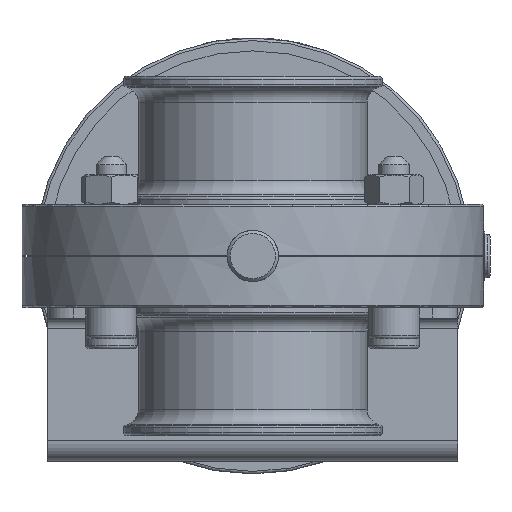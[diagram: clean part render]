
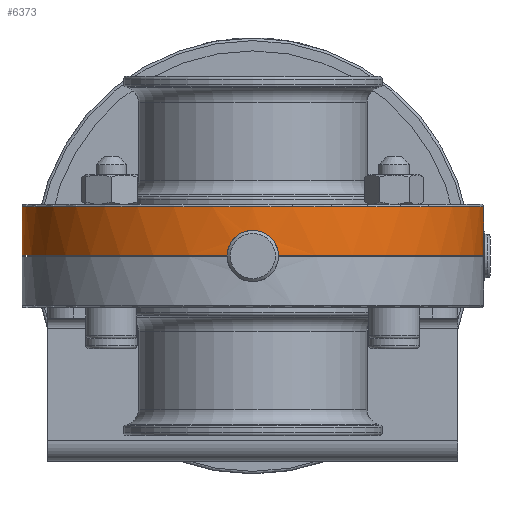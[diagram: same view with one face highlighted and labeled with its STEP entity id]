
A CAD part, front view. The second image highlights one B-rep face of the part: STEP entity #6373.
In plain terms, the highlighted cylindrical face has radius 45 mm (diameter 90 mm), a partial arc.
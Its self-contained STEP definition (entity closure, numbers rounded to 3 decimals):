
#255=B_SPLINE_CURVE_WITH_KNOTS('',3,(#9919,#9920,#9921,#9922,#9923,#9924,
#9925,#9926,#9927,#9928,#9929,#9930,#9931,#9932,#9933,#9934,#9935,#9936),
 .UNSPECIFIED.,.F.,.F.,(4,2,2,2,2,2,2,2,4),(0.01,0.189,
0.377,0.566,0.754,0.943,
1.131,1.32,1.498),.UNSPECIFIED.);
#347=LINE('',#9820,#732);
#370=LINE('',#10020,#755);
#732=VECTOR('',#7842,10.);
#755=VECTOR('',#7991,10.);
#1123=CYLINDRICAL_SURFACE('',#7077,45.);
#1502=FACE_OUTER_BOUND('',#1906,.T.);
#1906=EDGE_LOOP('',(#4446,#4447,#4448,#4449,#4450,#4451));
#2362=CIRCLE('',#7047,45.);
#2364=CIRCLE('',#7051,45.);
#2377=CIRCLE('',#7072,45.);
#2700=VERTEX_POINT('',#9817);
#2701=VERTEX_POINT('',#9819);
#2725=VERTEX_POINT('',#9916);
#2726=VERTEX_POINT('',#9918);
#2741=VERTEX_POINT('',#10012);
#2743=VERTEX_POINT('',#10018);
#3299=EDGE_CURVE('',#2701,#2700,#347,.T.);
#3338=EDGE_CURVE('',#2726,#2725,#255,.T.);
#3366=EDGE_CURVE('',#2741,#2743,#370,.T.);
#3367=EDGE_CURVE('',#2701,#2741,#2362,.T.);
#3371=EDGE_CURVE('',#2725,#2743,#2364,.T.);
#3391=EDGE_CURVE('',#2700,#2726,#2377,.T.);
#4446=ORIENTED_EDGE('',*,*,#3367,.F.);
#4447=ORIENTED_EDGE('',*,*,#3299,.T.);
#4448=ORIENTED_EDGE('',*,*,#3391,.T.);
#4449=ORIENTED_EDGE('',*,*,#3338,.T.);
#4450=ORIENTED_EDGE('',*,*,#3371,.T.);
#4451=ORIENTED_EDGE('',*,*,#3366,.F.);
#6373=ADVANCED_FACE('',(#1502),#1123,.T.);
#7047=AXIS2_PLACEMENT_3D('',#10022,#7994,#7995);
#7051=AXIS2_PLACEMENT_3D('',#10056,#8003,#8004);
#7072=AXIS2_PLACEMENT_3D('',#10101,#8051,#8052);
#7077=AXIS2_PLACEMENT_3D('',#10108,#8061,#8062);
#7842=DIRECTION('',(0.,0.,-1.));
#7991=DIRECTION('',(0.,0.,-1.));
#7994=DIRECTION('center_axis',(0.,0.,1.));
#7995=DIRECTION('ref_axis',(0.,-1.,0.));
#8003=DIRECTION('center_axis',(0.,0.,1.));
#8004=DIRECTION('ref_axis',(1.,0.,0.));
#8051=DIRECTION('center_axis',(0.,0.,1.));
#8052=DIRECTION('ref_axis',(1.,0.,0.));
#8061=DIRECTION('center_axis',(0.,0.,1.));
#8062=DIRECTION('ref_axis',(-0.001,-1.,0.));
#9817=CARTESIAN_POINT('',(-15.626,42.2,0.1));
#9819=CARTESIAN_POINT('',(-15.626,42.2,9.6));
#9820=CARTESIAN_POINT('',(-15.626,42.2,0.1));
#9916=CARTESIAN_POINT('',(4.999,-44.721,0.1));
#9918=CARTESIAN_POINT('',(-4.999,-44.721,0.1));
#9919=CARTESIAN_POINT('Ctrl Pts',(-4.999,-44.721,0.1));
#9920=CARTESIAN_POINT('Ctrl Pts',(-4.987,-44.723,0.699));
#9921=CARTESIAN_POINT('Ctrl Pts',(-4.861,-44.737,1.331));
#9922=CARTESIAN_POINT('Ctrl Pts',(-4.364,-44.789,2.53));
#9923=CARTESIAN_POINT('Ctrl Pts',(-3.979,-44.826,3.092));
#9924=CARTESIAN_POINT('Ctrl Pts',(-3.092,-44.896,3.979));
#9925=CARTESIAN_POINT('Ctrl Pts',(-2.53,-44.933,4.364));
#9926=CARTESIAN_POINT('Ctrl Pts',(-1.298,-44.985,4.874));
#9927=CARTESIAN_POINT('Ctrl Pts',(-0.628,-45.,5.));
#9928=CARTESIAN_POINT('Ctrl Pts',(0.628,-45.,5.));
#9929=CARTESIAN_POINT('Ctrl Pts',(1.298,-44.985,4.874));
#9930=CARTESIAN_POINT('Ctrl Pts',(2.53,-44.933,4.364));
#9931=CARTESIAN_POINT('Ctrl Pts',(3.092,-44.896,3.979));
#9932=CARTESIAN_POINT('Ctrl Pts',(3.979,-44.826,3.092));
#9933=CARTESIAN_POINT('Ctrl Pts',(4.364,-44.789,2.53));
#9934=CARTESIAN_POINT('Ctrl Pts',(4.861,-44.737,1.331));
#9935=CARTESIAN_POINT('Ctrl Pts',(4.987,-44.723,0.699));
#9936=CARTESIAN_POINT('Ctrl Pts',(4.999,-44.721,0.1));
#10012=CARTESIAN_POINT('',(15.71,42.169,9.6));
#10018=CARTESIAN_POINT('',(15.71,42.169,0.1));
#10020=CARTESIAN_POINT('',(15.71,42.169,0.1));
#10022=CARTESIAN_POINT('Origin',(0.,0.,9.6));
#10056=CARTESIAN_POINT('Origin',(0.,0.,0.1));
#10101=CARTESIAN_POINT('Origin',(0.,0.,0.1));
#10108=CARTESIAN_POINT('Origin',(0.,0.,0.1));
